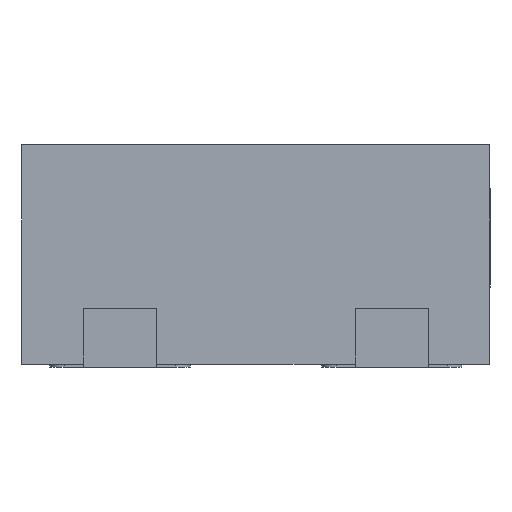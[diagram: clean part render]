
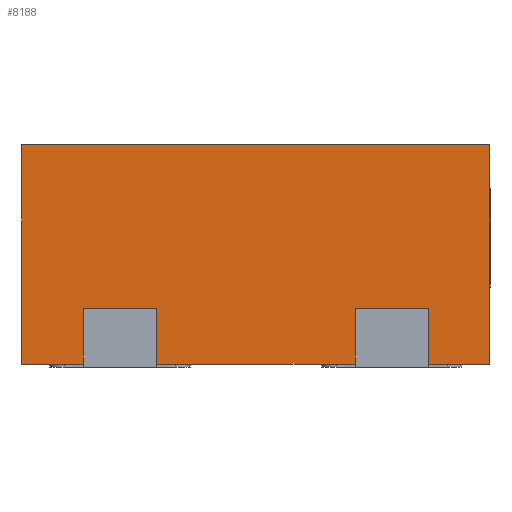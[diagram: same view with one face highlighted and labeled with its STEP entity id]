
A CAD part, left-side view. The second image highlights one B-rep face of the part: STEP entity #8188.
In plain terms, the highlighted planar face has unit normal (-1, 0, 0).
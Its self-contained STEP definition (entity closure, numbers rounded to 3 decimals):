
#339 = CARTESIAN_POINT ( 'NONE',  ( -1., -0.34, 0.76 ) ) ;
#402 = CARTESIAN_POINT ( 'NONE',  ( -1., -0.34, 0.2 ) ) ;
#690 = LINE ( 'NONE', #8403, #4074 ) ;
#1242 = ORIENTED_EDGE ( 'NONE', *, *, #18020, .T. ) ;
#1302 = ORIENTED_EDGE ( 'NONE', *, *, #15343, .T. ) ;
#1343 = EDGE_CURVE ( 'NONE', #13873, #3595, #690, .T. ) ;
#1677 = LINE ( 'NONE', #8076, #4567 ) ;
#1764 = ORIENTED_EDGE ( 'NONE', *, *, #11381, .F. ) ;
#1945 = VECTOR ( 'NONE', #4329, 1000. ) ;
#2511 = VERTEX_POINT ( 'NONE', #10495 ) ;
#2682 = PLANE ( 'NONE',  #17323 ) ;
#2727 = DIRECTION ( 'NONE',  ( 0., -1., 0. ) ) ;
#3076 = ORIENTED_EDGE ( 'NONE', *, *, #16726, .T. ) ;
#3101 = CARTESIAN_POINT ( 'NONE',  ( -1., -0.8, 0.01 ) ) ;
#3300 = ORIENTED_EDGE ( 'NONE', *, *, #11147, .F. ) ;
#3453 = CARTESIAN_POINT ( 'NONE',  ( -1., -0.8, 0.76 ) ) ;
#3595 = VERTEX_POINT ( 'NONE', #14994 ) ;
#3761 = LINE ( 'NONE', #6621, #17173 ) ;
#3781 = VERTEX_POINT ( 'NONE', #6179 ) ;
#4074 = VECTOR ( 'NONE', #13566, 1000. ) ;
#4329 = DIRECTION ( 'NONE',  ( 0., -1., 0. ) ) ;
#4441 = CARTESIAN_POINT ( 'NONE',  ( -1., -0.8, 0.76 ) ) ;
#4567 = VECTOR ( 'NONE', #6454, 1000. ) ;
#4694 = CARTESIAN_POINT ( 'NONE',  ( -1., 0.59, 0.76 ) ) ;
#4817 = VERTEX_POINT ( 'NONE', #16424 ) ;
#4964 = CARTESIAN_POINT ( 'NONE',  ( -1., -0.59, 0.76 ) ) ;
#4969 = DIRECTION ( 'NONE',  ( 0., 0., -1. ) ) ;
#5113 = CARTESIAN_POINT ( 'NONE',  ( -1., -0.8, 0.76 ) ) ;
#5565 = ORIENTED_EDGE ( 'NONE', *, *, #1343, .T. ) ;
#5911 = LINE ( 'NONE', #4441, #20574 ) ;
#6179 = CARTESIAN_POINT ( 'NONE',  ( -1., -0.59, 0.2 ) ) ;
#6454 = DIRECTION ( 'NONE',  ( 0., -1., 0. ) ) ;
#6621 = CARTESIAN_POINT ( 'NONE',  ( -1., 0.34, 0.76 ) ) ;
#6837 = DIRECTION ( 'NONE',  ( 0., 0., -1. ) ) ;
#6897 = VECTOR ( 'NONE', #16180, 1000. ) ;
#6963 = VECTOR ( 'NONE', #4969, 1000. ) ;
#8065 = CARTESIAN_POINT ( 'NONE',  ( -1., 0.8, 0.76 ) ) ;
#8076 = CARTESIAN_POINT ( 'NONE',  ( -1., -0.8, 0.01 ) ) ;
#8188 = ADVANCED_FACE ( 'NONE', ( #10664 ), #2682, .F. ) ;
#8403 = CARTESIAN_POINT ( 'NONE',  ( -1., -0.8, 0.2 ) ) ;
#9507 = VERTEX_POINT ( 'NONE', #16807 ) ;
#9695 = VERTEX_POINT ( 'NONE', #15170 ) ;
#9731 = DIRECTION ( 'NONE',  ( 0., 0., -1. ) ) ;
#10342 = VECTOR ( 'NONE', #9731, 1000. ) ;
#10495 = CARTESIAN_POINT ( 'NONE',  ( -1., -0.34, 0.01 ) ) ;
#10658 = VECTOR ( 'NONE', #16022, 1000. ) ;
#10664 = FACE_OUTER_BOUND ( 'NONE', #14272, .T. ) ;
#10939 = ORIENTED_EDGE ( 'NONE', *, *, #13205, .T. ) ;
#11017 = LINE ( 'NONE', #15430, #1945 ) ;
#11147 = EDGE_CURVE ( 'NONE', #11525, #3781, #19884, .T. ) ;
#11177 = DIRECTION ( 'NONE',  ( 1., 0., 0. ) ) ;
#11381 = EDGE_CURVE ( 'NONE', #4817, #16235, #14579, .T. ) ;
#11525 = VERTEX_POINT ( 'NONE', #17414 ) ;
#12632 = VERTEX_POINT ( 'NONE', #18381 ) ;
#12905 = CARTESIAN_POINT ( 'NONE',  ( -1., -0.8, 0.01 ) ) ;
#13152 = ORIENTED_EDGE ( 'NONE', *, *, #13988, .F. ) ;
#13205 = EDGE_CURVE ( 'NONE', #18852, #3781, #11017, .T. ) ;
#13566 = DIRECTION ( 'NONE',  ( 0., -1., 0. ) ) ;
#13850 = LINE ( 'NONE', #20603, #15333 ) ;
#13873 = VERTEX_POINT ( 'NONE', #19239 ) ;
#13988 = EDGE_CURVE ( 'NONE', #18852, #2511, #19552, .T. ) ;
#14272 = EDGE_LOOP ( 'NONE', ( #3300, #3076, #1764, #17495, #1242, #19555, #18686, #5565, #17741, #1302, #13152, #10939 ) ) ;
#14322 = LINE ( 'NONE', #4694, #19749 ) ;
#14554 = LINE ( 'NONE', #3101, #10658 ) ;
#14579 = LINE ( 'NONE', #3453, #10342 ) ;
#14865 = EDGE_CURVE ( 'NONE', #9695, #12632, #13850, .T. ) ;
#14994 = CARTESIAN_POINT ( 'NONE',  ( -1., 0.34, 0.2 ) ) ;
#15170 = CARTESIAN_POINT ( 'NONE',  ( -1., 0.8, 0.01 ) ) ;
#15333 = VECTOR ( 'NONE', #19033, 1000. ) ;
#15343 = EDGE_CURVE ( 'NONE', #9507, #2511, #1677, .T. ) ;
#15430 = CARTESIAN_POINT ( 'NONE',  ( -1., -0.8, 0.2 ) ) ;
#15460 = VECTOR ( 'NONE', #6837, 1000. ) ;
#16021 = DIRECTION ( 'NONE',  ( 0., 0., -1. ) ) ;
#16022 = DIRECTION ( 'NONE',  ( 0., -1., 0. ) ) ;
#16042 = EDGE_CURVE ( 'NONE', #13873, #12632, #14322, .T. ) ;
#16180 = DIRECTION ( 'NONE',  ( 0., 0., 1. ) ) ;
#16235 = VERTEX_POINT ( 'NONE', #12905 ) ;
#16245 = DIRECTION ( 'NONE',  ( 0., 0., 1. ) ) ;
#16424 = CARTESIAN_POINT ( 'NONE',  ( -1., -0.8, 0.76 ) ) ;
#16726 = EDGE_CURVE ( 'NONE', #11525, #16235, #14554, .T. ) ;
#16807 = CARTESIAN_POINT ( 'NONE',  ( -1., 0.34, 0.01 ) ) ;
#17173 = VECTOR ( 'NONE', #16245, 1000. ) ;
#17323 = AXIS2_PLACEMENT_3D ( 'NONE', #5113, #11177, #16021 ) ;
#17414 = CARTESIAN_POINT ( 'NONE',  ( -1., -0.59, 0.01 ) ) ;
#17495 = ORIENTED_EDGE ( 'NONE', *, *, #19330, .F. ) ;
#17574 = LINE ( 'NONE', #8065, #6963 ) ;
#17741 = ORIENTED_EDGE ( 'NONE', *, *, #18590, .F. ) ;
#18020 = EDGE_CURVE ( 'NONE', #19160, #9695, #17574, .T. ) ;
#18327 = CARTESIAN_POINT ( 'NONE',  ( -1., 0.8, 0.76 ) ) ;
#18381 = CARTESIAN_POINT ( 'NONE',  ( -1., 0.59, 0.01 ) ) ;
#18590 = EDGE_CURVE ( 'NONE', #9507, #3595, #3761, .T. ) ;
#18686 = ORIENTED_EDGE ( 'NONE', *, *, #16042, .F. ) ;
#18852 = VERTEX_POINT ( 'NONE', #402 ) ;
#19033 = DIRECTION ( 'NONE',  ( 0., -1., 0. ) ) ;
#19160 = VERTEX_POINT ( 'NONE', #18327 ) ;
#19239 = CARTESIAN_POINT ( 'NONE',  ( -1., 0.59, 0.2 ) ) ;
#19330 = EDGE_CURVE ( 'NONE', #19160, #4817, #5911, .T. ) ;
#19552 = LINE ( 'NONE', #339, #15460 ) ;
#19555 = ORIENTED_EDGE ( 'NONE', *, *, #14865, .T. ) ;
#19749 = VECTOR ( 'NONE', #20765, 1000. ) ;
#19884 = LINE ( 'NONE', #4964, #6897 ) ;
#20574 = VECTOR ( 'NONE', #2727, 1000. ) ;
#20603 = CARTESIAN_POINT ( 'NONE',  ( -1., -0.8, 0.01 ) ) ;
#20765 = DIRECTION ( 'NONE',  ( 0., 0., -1. ) ) ;
